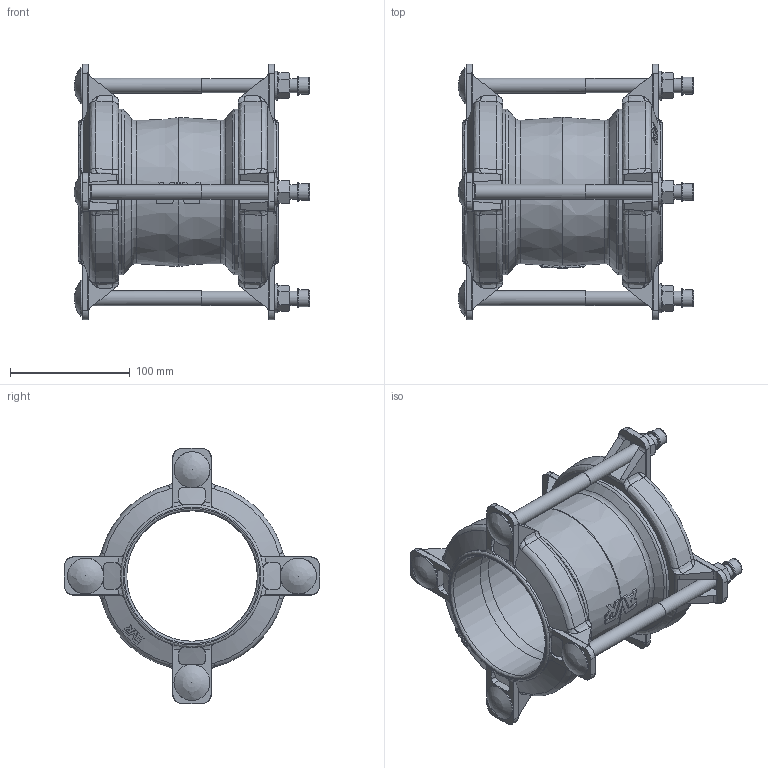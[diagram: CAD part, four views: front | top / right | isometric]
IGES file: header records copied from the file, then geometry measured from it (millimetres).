
Start section: SolidWorks IGES file using analytic representation for surfaces
Global section: file name: O_601_A_DN080_084-109mm_001XXXX_AA1_igs.igs; native system: SolidWorks 2012; preprocessor: SolidWorks 2012; author: pbm; date: 150825.133957; units: millimetre
Bounding box: 196.5 x 213.5 x 213.55 mm (x, y, z)
Surface area: 213512.4 mm2 (no closed solid volume)
Topology: 0 solids, 0 shells, 947 faces, 6992 edges, 6898 vertices
Faces by surface type: revolution 502, bspline 445
